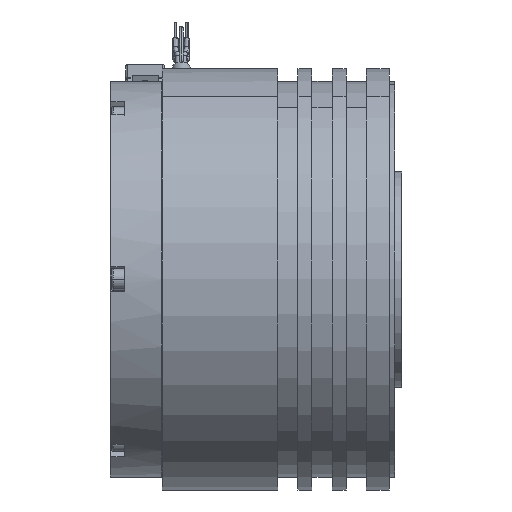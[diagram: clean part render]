
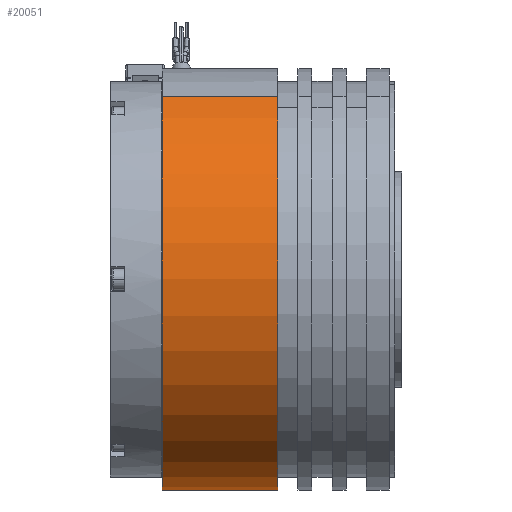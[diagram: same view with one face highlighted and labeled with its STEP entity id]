
A CAD part, left-side view. The second image highlights one B-rep face of the part: STEP entity #20051.
In plain terms, the highlighted cylindrical face has radius 83 mm (diameter 166 mm), a partial arc.
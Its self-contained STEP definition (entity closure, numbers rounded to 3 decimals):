
#2560=CARTESIAN_POINT('',(0.,-66.,0.));
#2561=DIRECTION('',(0.,1.,0.));
#2562=DIRECTION('',(0.5,0.,-0.866));
#2563=AXIS2_PLACEMENT_3D('',#2560,#2561,#2562);
#2565=DIRECTION('',(0.,-1.,0.));
#2566=VECTOR('',#2565,45.5);
#2567=CARTESIAN_POINT('',(41.5,-20.5,-71.88));
#2568=LINE('',#2567,#2566);
#2569=CARTESIAN_POINT('',(0.,-20.5,0.));
#2570=DIRECTION('',(0.,-1.,0.));
#2571=DIRECTION('',(-0.5,0.,0.866));
#2572=AXIS2_PLACEMENT_3D('',#2569,#2570,#2571);
#2574=DIRECTION('',(0.,-1.,0.));
#2575=VECTOR('',#2574,45.5);
#2576=CARTESIAN_POINT('',(-41.5,-20.5,71.88));
#2577=LINE('',#2576,#2575);
#13572=CARTESIAN_POINT('',(-41.5,-20.5,71.88));
#13573=CARTESIAN_POINT('',(41.5,-20.5,-71.88));
#13574=VERTEX_POINT('',#13572);
#13575=VERTEX_POINT('',#13573);
#13588=CARTESIAN_POINT('',(-41.5,-66.,71.88));
#13589=CARTESIAN_POINT('',(41.5,-66.,-71.88));
#13590=VERTEX_POINT('',#13588);
#13591=VERTEX_POINT('',#13589);
#20036=CARTESIAN_POINT('',(0.,-114.475,0.));
#20037=DIRECTION('',(0.,1.,0.));
#20038=DIRECTION('',(0.5,0.,-0.866));
#20039=AXIS2_PLACEMENT_3D('',#20036,#20037,#20038);
#20040=CYLINDRICAL_SURFACE('',#20039,83.);
#20042=ORIENTED_EDGE('',*,*,#20041,.F.);
#20044=ORIENTED_EDGE('',*,*,#20043,.F.);
#20046=ORIENTED_EDGE('',*,*,#20045,.F.);
#20048=ORIENTED_EDGE('',*,*,#20047,.T.);
#20049=EDGE_LOOP('',(#20042,#20044,#20046,#20048));
#20050=FACE_OUTER_BOUND('',#20049,.F.);
#2564=CIRCLE('',#2563,83.);
#2573=CIRCLE('',#2572,83.);
#20041=EDGE_CURVE('',#13591,#13590,#2564,.T.);
#20043=EDGE_CURVE('',#13575,#13591,#2568,.T.);
#20045=EDGE_CURVE('',#13574,#13575,#2573,.T.);
#20047=EDGE_CURVE('',#13574,#13590,#2577,.T.);
#20051=ADVANCED_FACE('',(#20050),#20040,.T.);
